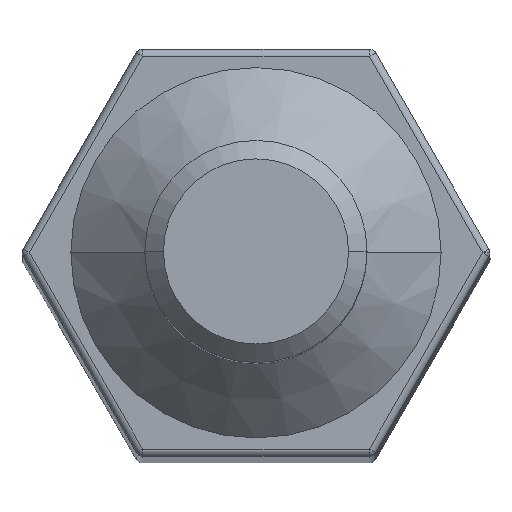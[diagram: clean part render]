
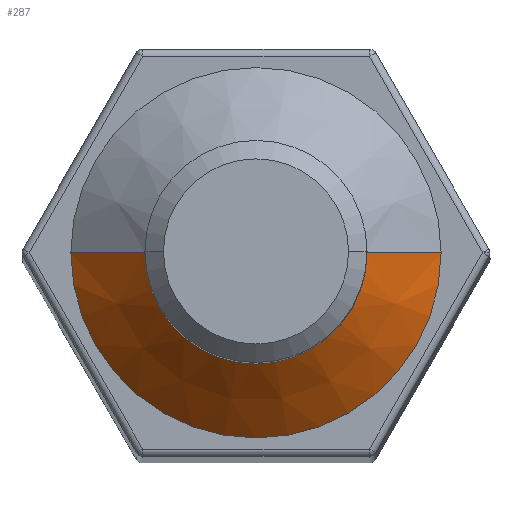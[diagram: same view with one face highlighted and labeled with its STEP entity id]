
A CAD part, top view. The second image highlights one B-rep face of the part: STEP entity #287.
In plain terms, the highlighted conical face has half-angle 45 degrees and reference radius 1.5 mm.
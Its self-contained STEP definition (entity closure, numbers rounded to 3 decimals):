
#79 = CIRCLE ( 'NONE', #210, 1.5 ) ;
#81 = VECTOR ( 'NONE', #1151, 1000. ) ;
#86 = LINE ( 'NONE', #1032, #81 ) ;
#110 = CIRCLE ( 'NONE', #220, 2.5 ) ;
#210 = AXIS2_PLACEMENT_3D ( 'NONE', #1159, #487, #1277 ) ;
#220 = AXIS2_PLACEMENT_3D ( 'NONE', #577, #1366, #718 ) ;
#244 = CARTESIAN_POINT ( 'NONE',  ( 1.5, 0., 1. ) ) ;
#285 = AXIS2_PLACEMENT_3D ( 'NONE', #1108, #1217, #987 ) ;
#287 = ADVANCED_FACE ( 'NONE', ( #403 ), #340, .T. ) ;
#340 = CONICAL_SURFACE ( 'NONE', #285, 1.5, 0.785 ) ;
#403 = FACE_OUTER_BOUND ( 'NONE', #568, .T. ) ;
#464 = ORIENTED_EDGE ( 'NONE', *, *, #639, .F. ) ;
#487 = DIRECTION ( 'NONE',  ( 0., 0., -1. ) ) ;
#495 = ORIENTED_EDGE ( 'NONE', *, *, #562, .T. ) ;
#535 = ORIENTED_EDGE ( 'NONE', *, *, #552, .T. ) ;
#552 = EDGE_CURVE ( 'NONE', #1045, #1244, #86, .T. ) ;
#555 = EDGE_CURVE ( 'NONE', #680, #1244, #110, .T. ) ;
#562 = EDGE_CURVE ( 'NONE', #1309, #1045, #79, .T. ) ;
#568 = EDGE_LOOP ( 'NONE', ( #464, #495, #535, #582 ) ) ;
#577 = CARTESIAN_POINT ( 'NONE',  ( 0., 0., 0. ) ) ;
#582 = ORIENTED_EDGE ( 'NONE', *, *, #555, .F. ) ;
#639 = EDGE_CURVE ( 'NONE', #1309, #680, #1392, .T. ) ;
#680 = VERTEX_POINT ( 'NONE', #763 ) ;
#718 = DIRECTION ( 'NONE',  ( -1., 0., 0. ) ) ;
#763 = CARTESIAN_POINT ( 'NONE',  ( 2.5, 0., 0. ) ) ;
#831 = CARTESIAN_POINT ( 'NONE',  ( -1.5, 0., 1. ) ) ;
#987 = DIRECTION ( 'NONE',  ( -1., 0., 0. ) ) ;
#1032 = CARTESIAN_POINT ( 'NONE',  ( -1.5, 0., 1. ) ) ;
#1045 = VERTEX_POINT ( 'NONE', #831 ) ;
#1108 = CARTESIAN_POINT ( 'NONE',  ( 0., 0., 1. ) ) ;
#1151 = DIRECTION ( 'NONE',  ( -0.707, 0., -0.707 ) ) ;
#1159 = CARTESIAN_POINT ( 'NONE',  ( 0., 0., 1. ) ) ;
#1183 = CARTESIAN_POINT ( 'NONE',  ( 1.5, 0., 1. ) ) ;
#1214 = VECTOR ( 'NONE', #1298, 1000. ) ;
#1217 = DIRECTION ( 'NONE',  ( 0., 0., -1. ) ) ;
#1244 = VERTEX_POINT ( 'NONE', #1316 ) ;
#1277 = DIRECTION ( 'NONE',  ( -1., 0., 0. ) ) ;
#1298 = DIRECTION ( 'NONE',  ( 0.707, 0., -0.707 ) ) ;
#1309 = VERTEX_POINT ( 'NONE', #244 ) ;
#1316 = CARTESIAN_POINT ( 'NONE',  ( -2.5, 0., 0. ) ) ;
#1366 = DIRECTION ( 'NONE',  ( 0., 0., -1. ) ) ;
#1392 = LINE ( 'NONE', #1183, #1214 ) ;
